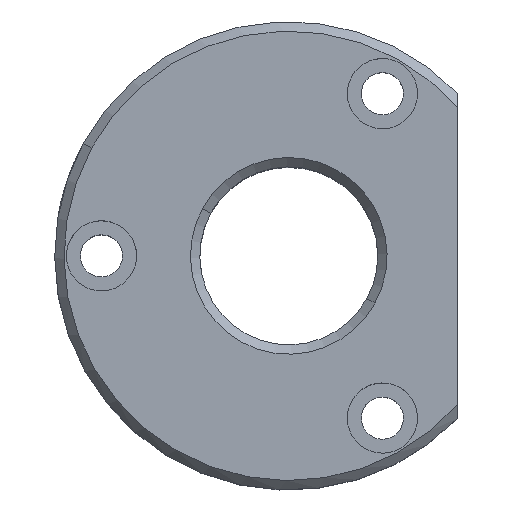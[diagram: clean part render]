
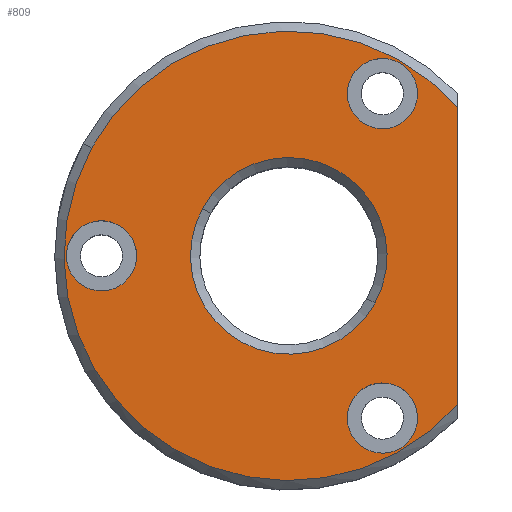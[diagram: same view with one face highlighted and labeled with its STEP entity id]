
A CAD part, top view. The second image highlights one B-rep face of the part: STEP entity #809.
In plain terms, the highlighted planar face has unit normal (0, 0, 1).
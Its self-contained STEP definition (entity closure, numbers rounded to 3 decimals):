
#667=CARTESIAN_POINT('Vertex',(-21.062,11.506,15.)) ;
#670=CARTESIAN_POINT('Axis2P3D Location',(0.,0.,15.)) ;
#674=CARTESIAN_POINT('Vertex',(18.,15.875,15.)) ;
#695=CARTESIAN_POINT('Axis2P3D Location',(0.,0.,15.)) ;
#699=CARTESIAN_POINT('Vertex',(18.,-15.875,15.)) ;
#722=CARTESIAN_POINT('Axis2P3D Location',(-9.5,0.,15.)) ;
#727=CARTESIAN_POINT('Line Origine',(18.,0.,15.)) ;
#737=CARTESIAN_POINT('Axis2P3D Location',(10.,17.321,15.)) ;
#741=CARTESIAN_POINT('Vertex',(6.709,19.118,15.)) ;
#743=CARTESIAN_POINT('Vertex',(13.291,15.523,15.)) ;
#746=CARTESIAN_POINT('Axis2P3D Location',(10.,17.321,15.)) ;
#755=CARTESIAN_POINT('Axis2P3D Location',(0.,0.,15.)) ;
#759=CARTESIAN_POINT('Vertex',(-9.215,5.034,15.)) ;
#761=CARTESIAN_POINT('Vertex',(9.215,-5.034,15.)) ;
#764=CARTESIAN_POINT('Axis2P3D Location',(0.,0.,15.)) ;
#773=CARTESIAN_POINT('Axis2P3D Location',(10.,-17.321,15.)) ;
#777=CARTESIAN_POINT('Vertex',(6.709,-15.523,15.)) ;
#779=CARTESIAN_POINT('Vertex',(13.291,-19.118,15.)) ;
#782=CARTESIAN_POINT('Axis2P3D Location',(10.,-17.321,15.)) ;
#791=CARTESIAN_POINT('Axis2P3D Location',(-20.,0.,15.)) ;
#795=CARTESIAN_POINT('Vertex',(-23.291,1.798,15.)) ;
#797=CARTESIAN_POINT('Vertex',(-16.709,-1.798,15.)) ;
#800=CARTESIAN_POINT('Axis2P3D Location',(-20.,0.,15.)) ;
#671=DIRECTION('Axis2P3D Direction',(0.,0.,-1.)) ;
#696=DIRECTION('Axis2P3D Direction',(0.,0.,-1.)) ;
#723=DIRECTION('Axis2P3D Direction',(0.,0.,-1.)) ;
#724=DIRECTION('Axis2P3D XDirection',(1.,0.,0.)) ;
#728=DIRECTION('Vector Direction',(0.,1.,0.)) ;
#738=DIRECTION('Axis2P3D Direction',(0.,0.,-1.)) ;
#747=DIRECTION('Axis2P3D Direction',(0.,0.,-1.)) ;
#756=DIRECTION('Axis2P3D Direction',(0.,0.,-1.)) ;
#765=DIRECTION('Axis2P3D Direction',(0.,0.,-1.)) ;
#774=DIRECTION('Axis2P3D Direction',(0.,0.,-1.)) ;
#783=DIRECTION('Axis2P3D Direction',(0.,0.,-1.)) ;
#792=DIRECTION('Axis2P3D Direction',(0.,0.,-1.)) ;
#801=DIRECTION('Axis2P3D Direction',(0.,0.,-1.)) ;
#672=AXIS2_PLACEMENT_3D('Circle Axis2P3D',#670,#671,$) ;
#697=AXIS2_PLACEMENT_3D('Circle Axis2P3D',#695,#696,$) ;
#725=AXIS2_PLACEMENT_3D('Plane Axis2P3D',#722,#723,#724) ;
#739=AXIS2_PLACEMENT_3D('Circle Axis2P3D',#737,#738,$) ;
#748=AXIS2_PLACEMENT_3D('Circle Axis2P3D',#746,#747,$) ;
#757=AXIS2_PLACEMENT_3D('Circle Axis2P3D',#755,#756,$) ;
#766=AXIS2_PLACEMENT_3D('Circle Axis2P3D',#764,#765,$) ;
#775=AXIS2_PLACEMENT_3D('Circle Axis2P3D',#773,#774,$) ;
#784=AXIS2_PLACEMENT_3D('Circle Axis2P3D',#782,#783,$) ;
#793=AXIS2_PLACEMENT_3D('Circle Axis2P3D',#791,#792,$) ;
#802=AXIS2_PLACEMENT_3D('Circle Axis2P3D',#800,#801,$) ;
#733=ORIENTED_EDGE('',*,*,#731,.T.) ;
#734=ORIENTED_EDGE('',*,*,#676,.F.) ;
#735=ORIENTED_EDGE('',*,*,#701,.F.) ;
#752=ORIENTED_EDGE('',*,*,#745,.T.) ;
#753=ORIENTED_EDGE('',*,*,#750,.T.) ;
#770=ORIENTED_EDGE('',*,*,#763,.T.) ;
#771=ORIENTED_EDGE('',*,*,#768,.T.) ;
#788=ORIENTED_EDGE('',*,*,#781,.T.) ;
#789=ORIENTED_EDGE('',*,*,#786,.T.) ;
#806=ORIENTED_EDGE('',*,*,#799,.T.) ;
#807=ORIENTED_EDGE('',*,*,#804,.T.) ;
#754=FACE_BOUND('',#751,.T.) ;
#772=FACE_BOUND('',#769,.T.) ;
#790=FACE_BOUND('',#787,.T.) ;
#808=FACE_BOUND('',#805,.T.) ;
#729=VECTOR('Line Direction',#728,1.) ;
#809=ADVANCED_FACE('PartBody',(#736,#754,#772,#790,#808),#726,.F.) ;
#673=CIRCLE('generated circle',#672,24.) ;
#698=CIRCLE('generated circle',#697,24.) ;
#740=CIRCLE('generated circle',#739,3.75) ;
#749=CIRCLE('generated circle',#748,3.75) ;
#758=CIRCLE('generated circle',#757,10.5) ;
#767=CIRCLE('generated circle',#766,10.5) ;
#776=CIRCLE('generated circle',#775,3.75) ;
#785=CIRCLE('generated circle',#784,3.75) ;
#794=CIRCLE('generated circle',#793,3.75) ;
#803=CIRCLE('generated circle',#802,3.75) ;
#676=EDGE_CURVE('',#668,#675,#673,.T.) ;
#701=EDGE_CURVE('',#700,#668,#698,.T.) ;
#731=EDGE_CURVE('',#700,#675,#730,.T.) ;
#745=EDGE_CURVE('',#742,#744,#740,.T.) ;
#750=EDGE_CURVE('',#744,#742,#749,.T.) ;
#763=EDGE_CURVE('',#760,#762,#758,.T.) ;
#768=EDGE_CURVE('',#762,#760,#767,.T.) ;
#781=EDGE_CURVE('',#778,#780,#776,.T.) ;
#786=EDGE_CURVE('',#780,#778,#785,.T.) ;
#799=EDGE_CURVE('',#796,#798,#794,.T.) ;
#804=EDGE_CURVE('',#798,#796,#803,.T.) ;
#732=EDGE_LOOP('',(#733,#734,#735)) ;
#751=EDGE_LOOP('',(#752,#753)) ;
#769=EDGE_LOOP('',(#770,#771)) ;
#787=EDGE_LOOP('',(#788,#789)) ;
#805=EDGE_LOOP('',(#806,#807)) ;
#736=FACE_OUTER_BOUND('',#732,.T.) ;
#730=LINE('Line',#727,#729) ;
#726=PLANE('Plane',#725) ;
#668=VERTEX_POINT('',#667) ;
#675=VERTEX_POINT('',#674) ;
#700=VERTEX_POINT('',#699) ;
#742=VERTEX_POINT('',#741) ;
#744=VERTEX_POINT('',#743) ;
#760=VERTEX_POINT('',#759) ;
#762=VERTEX_POINT('',#761) ;
#778=VERTEX_POINT('',#777) ;
#780=VERTEX_POINT('',#779) ;
#796=VERTEX_POINT('',#795) ;
#798=VERTEX_POINT('',#797) ;
